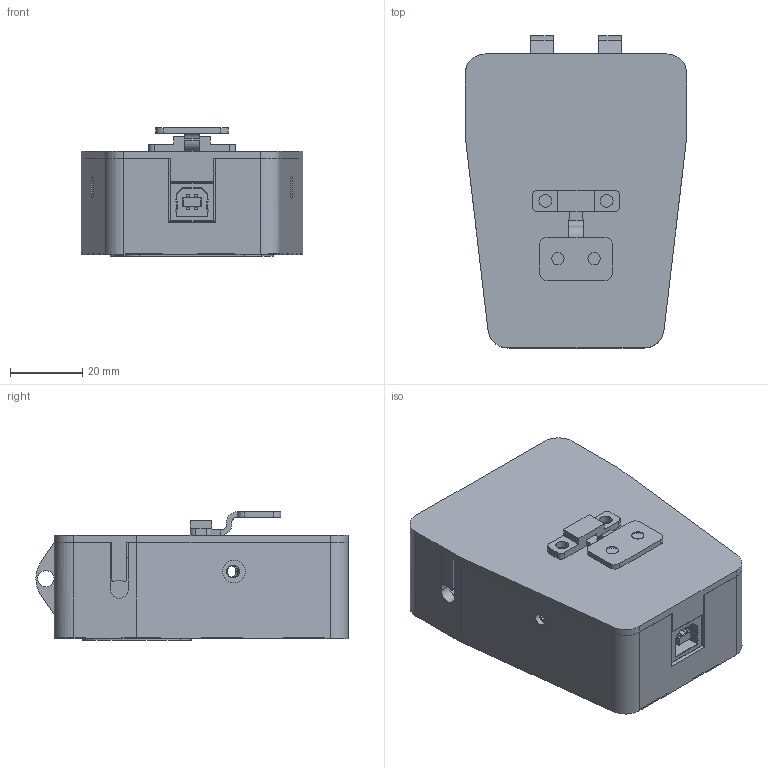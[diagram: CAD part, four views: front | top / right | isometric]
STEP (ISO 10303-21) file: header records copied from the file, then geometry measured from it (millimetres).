
FILE_DESCRIPTION(/* description */ (''),/* implementation_level */ '2;1');
FILE_NAME(/* name */ 'assembly.stp',/* time_stamp */ '2024-03-02T21:45:35+01:00',/* author */ ('Utente'),/* organization */ (''),/* preprocessor_version */ 'ST-DEVELOPER v20',/* originating_system */ 'Autodesk Inventor 2024',/* authorisation */ '');
FILE_SCHEMA (('AUTOMOTIVE_DESIGN { 1 0 10303 214 3 1 1 }'));
Length unit declared in the file: millimetre
Products named in the file (8): assieme modello 1; parte 2 - vetrino; parte 1 - fronte1; FFC; Parte 3A - retro a pressione forato; parte 5 - staffa retro; parte 6 - staffa carro; parte 1 - fronte1_1
Assembly tree (7 placements, depth 2):
  assieme modello 1
    parte 2 - vetrino
    parte 1 - fronte1
    FFC
    Parte 3A - retro a pressione forato
    parte 5 - staffa retro
    parte 6 - staffa carro
    parte 1 - fronte1_1
Bounding box: 61.25 x 86.25 x 35.5 mm (x, y, z)
Volume: 46435 mm3; surface area: 49150.5 mm2
Topology: 18 solids, 18 shells, 881 faces, 2323 edges, 1507 vertices
Faces by surface type: plane 662, cylinder 182, bspline 14, cone 12, sphere 11
Full cylindrical faces by diameter (mm): 0.8 x2, 0.9 x4, 0.95 x4, 1 x3, 1.1 x4, 2.3 x2, 2.5 x2, 3.2 x4, 3.4 x8, 3.5 x4, 4.5 x2, 6 x3
Entity records: 28147 total; most frequent: CARTESIAN_POINT 5189, ORIENTED_EDGE 4620, DIRECTION 4490, EDGE_CURVE 2310, LINE 1886, VECTOR 1886, VERTEX_POINT 1507, AXIS2_PLACEMENT_3D 1302
